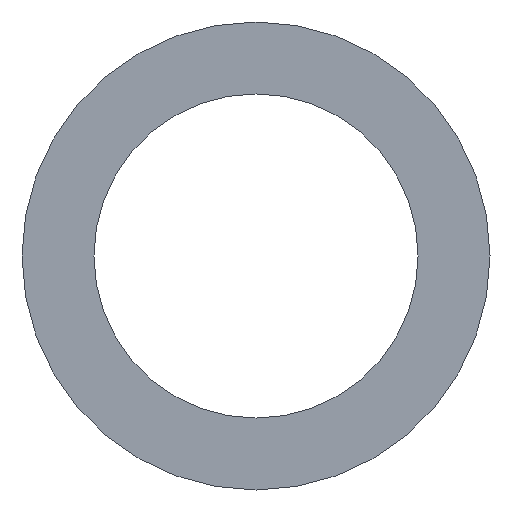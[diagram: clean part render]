
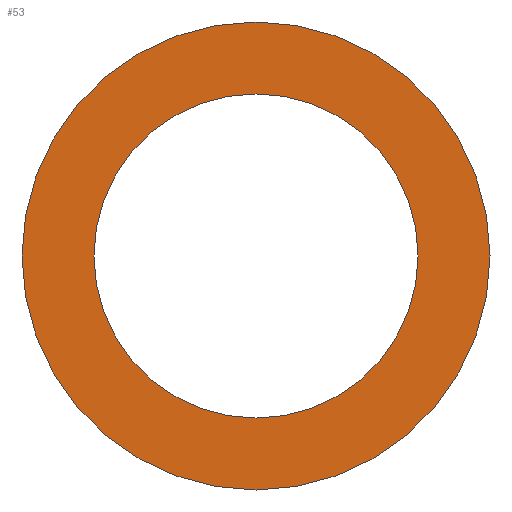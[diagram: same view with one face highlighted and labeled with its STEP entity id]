
A CAD part, front view. The second image highlights one B-rep face of the part: STEP entity #53.
In plain terms, the highlighted planar face has unit normal (0, -1, 0).
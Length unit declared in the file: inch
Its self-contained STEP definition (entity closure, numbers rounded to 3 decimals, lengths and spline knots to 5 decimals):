
#15 = VERTEX_POINT ( 'NONE', #99 ) ;
#17 = EDGE_CURVE ( 'NONE', #18, #15, #98, .T. ) ;
#18 = VERTEX_POINT ( 'NONE', #26 ) ;
#26 = CARTESIAN_POINT ( 'NONE',  ( 0., 0., -0.04 ) ) ;
#27 = DIRECTION ( 'NONE',  ( 0., 0., 1. ) ) ;
#28 = DIRECTION ( 'NONE',  ( 0., 1., 0. ) ) ;
#29 = CARTESIAN_POINT ( 'NONE',  ( 0., 0., 0. ) ) ;
#30 = AXIS2_PLACEMENT_3D ( 'NONE', #29, #28, #27 ) ;
#32 = DIRECTION ( 'NONE',  ( 0., 0., 1. ) ) ;
#33 = DIRECTION ( 'NONE',  ( 0., 1., 0. ) ) ;
#34 = CARTESIAN_POINT ( 'NONE',  ( 0., 0., 0. ) ) ;
#35 = AXIS2_PLACEMENT_3D ( 'NONE', #34, #33, #32 ) ;
#36 = CIRCLE ( 'NONE', #35, 0.04 ) ;
#47 = EDGE_LOOP ( 'NONE', ( #73, #67 ) ) ;
#53 = ADVANCED_FACE ( 'NONE', ( #97, #96 ), #92, .F. ) ;
#54 = EDGE_LOOP ( 'NONE', ( #68, #69 ) ) ;
#56 = EDGE_CURVE ( 'NONE', #112, #123, #85, .T. ) ;
#67 = ORIENTED_EDGE ( 'NONE', *, *, #111, .F. ) ;
#68 = ORIENTED_EDGE ( 'NONE', *, *, #17, .T. ) ;
#69 = ORIENTED_EDGE ( 'NONE', *, *, #70, .T. ) ;
#70 = EDGE_CURVE ( 'NONE', #15, #18, #36, .T. ) ;
#73 = ORIENTED_EDGE ( 'NONE', *, *, #56, .F. ) ;
#82 = DIRECTION ( 'NONE',  ( 0., 0., 1. ) ) ;
#83 = DIRECTION ( 'NONE',  ( 0., 1., 0. ) ) ;
#84 = AXIS2_PLACEMENT_3D ( 'NONE', #91, #83, #82 ) ;
#85 = CIRCLE ( 'NONE', #84, 0.05775 ) ;
#87 = DIRECTION ( 'NONE',  ( 0., 0., 1. ) ) ;
#88 = DIRECTION ( 'NONE',  ( 0., 1., 0. ) ) ;
#89 = CARTESIAN_POINT ( 'NONE',  ( 0., 0., 0. ) ) ;
#90 = AXIS2_PLACEMENT_3D ( 'NONE', #89, #88, #87 ) ;
#91 = CARTESIAN_POINT ( 'NONE',  ( 0., 0., 0. ) ) ;
#92 = PLANE ( 'NONE',  #90 ) ;
#96 = FACE_BOUND ( 'NONE', #54, .T. ) ;
#97 = FACE_OUTER_BOUND ( 'NONE', #47, .T. ) ;
#98 = CIRCLE ( 'NONE', #30, 0.04 ) ;
#99 = CARTESIAN_POINT ( 'NONE',  ( 0., 0., 0.04 ) ) ;
#111 = EDGE_CURVE ( 'NONE', #123, #112, #246, .T. ) ;
#112 = VERTEX_POINT ( 'NONE', #242 ) ;
#123 = VERTEX_POINT ( 'NONE', #227 ) ;
#227 = CARTESIAN_POINT ( 'NONE',  ( 0., 0., 0.05775 ) ) ;
#238 = CARTESIAN_POINT ( 'NONE',  ( 0., 0., 0. ) ) ;
#242 = CARTESIAN_POINT ( 'NONE',  ( 0., 0., -0.05775 ) ) ;
#243 = DIRECTION ( 'NONE',  ( 0., 0., 1. ) ) ;
#244 = DIRECTION ( 'NONE',  ( 0., 1., 0. ) ) ;
#245 = AXIS2_PLACEMENT_3D ( 'NONE', #238, #244, #243 ) ;
#246 = CIRCLE ( 'NONE', #245, 0.05775 ) ;
